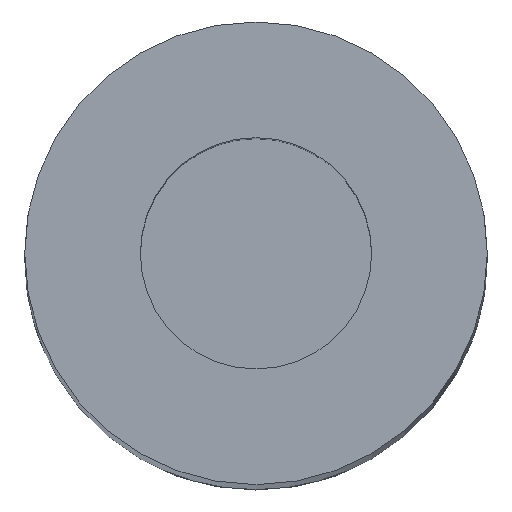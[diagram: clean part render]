
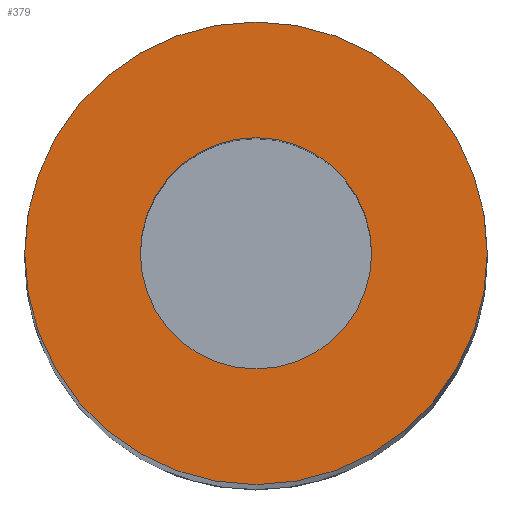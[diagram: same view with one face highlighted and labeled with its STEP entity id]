
A CAD part, top view. The second image highlights one B-rep face of the part: STEP entity #379.
In plain terms, the highlighted planar face has unit normal (0, 0, 1).
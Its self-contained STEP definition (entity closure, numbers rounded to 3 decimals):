
#5 = CARTESIAN_POINT ( 'NONE',  ( 12., 0., 160. ) ) ;
#60 = CIRCLE ( 'NONE', #90, 6. ) ;
#69 = CARTESIAN_POINT ( 'NONE',  ( 0., 0., 160. ) ) ;
#74 = EDGE_CURVE ( 'NONE', #359, #407, #548, .T. ) ;
#79 = CARTESIAN_POINT ( 'NONE',  ( 0., 0., 160. ) ) ;
#84 = AXIS2_PLACEMENT_3D ( 'NONE', #129, #567, #317 ) ;
#85 = ORIENTED_EDGE ( 'NONE', *, *, #267, .F. ) ;
#90 = AXIS2_PLACEMENT_3D ( 'NONE', #642, #420, #570 ) ;
#98 = ORIENTED_EDGE ( 'NONE', *, *, #163, .T. ) ;
#99 = VERTEX_POINT ( 'NONE', #601 ) ;
#129 = CARTESIAN_POINT ( 'NONE',  ( 0., 0., 160. ) ) ;
#136 = ORIENTED_EDGE ( 'NONE', *, *, #518, .F. ) ;
#160 = EDGE_LOOP ( 'NONE', ( #136, #85 ) ) ;
#163 = EDGE_CURVE ( 'NONE', #407, #359, #347, .T. ) ;
#165 = EDGE_LOOP ( 'NONE', ( #98, #555 ) ) ;
#183 = AXIS2_PLACEMENT_3D ( 'NONE', #69, #450, #452 ) ;
#222 = DIRECTION ( 'NONE',  ( 1., 0., 0. ) ) ;
#267 = EDGE_CURVE ( 'NONE', #99, #346, #675, .T. ) ;
#317 = DIRECTION ( 'NONE',  ( 1., 0., 0. ) ) ;
#346 = VERTEX_POINT ( 'NONE', #651 ) ;
#347 = CIRCLE ( 'NONE', #506, 12. ) ;
#359 = VERTEX_POINT ( 'NONE', #5 ) ;
#360 = FACE_BOUND ( 'NONE', #160, .T. ) ;
#379 = ADVANCED_FACE ( 'NONE', ( #360, #400 ), #593, .T. ) ;
#393 = CARTESIAN_POINT ( 'NONE',  ( 0., 0., 160. ) ) ;
#400 = FACE_OUTER_BOUND ( 'NONE', #165, .T. ) ;
#407 = VERTEX_POINT ( 'NONE', #671 ) ;
#420 = DIRECTION ( 'NONE',  ( 0., 0., 1. ) ) ;
#450 = DIRECTION ( 'NONE',  ( 0., 0., 1. ) ) ;
#452 = DIRECTION ( 'NONE',  ( 1., 0., 0. ) ) ;
#506 = AXIS2_PLACEMENT_3D ( 'NONE', #393, #576, #222 ) ;
#514 = DIRECTION ( 'NONE',  ( 1., 0., 0. ) ) ;
#518 = EDGE_CURVE ( 'NONE', #346, #99, #60, .T. ) ;
#541 = AXIS2_PLACEMENT_3D ( 'NONE', #79, #606, #514 ) ;
#548 = CIRCLE ( 'NONE', #541, 12. ) ;
#555 = ORIENTED_EDGE ( 'NONE', *, *, #74, .T. ) ;
#567 = DIRECTION ( 'NONE',  ( 0., 0., 1. ) ) ;
#570 = DIRECTION ( 'NONE',  ( 1., 0., 0. ) ) ;
#576 = DIRECTION ( 'NONE',  ( 0., 0., 1. ) ) ;
#593 = PLANE ( 'NONE',  #183 ) ;
#601 = CARTESIAN_POINT ( 'NONE',  ( -6., 0., 160. ) ) ;
#606 = DIRECTION ( 'NONE',  ( 0., 0., 1. ) ) ;
#642 = CARTESIAN_POINT ( 'NONE',  ( 0., 0., 160. ) ) ;
#651 = CARTESIAN_POINT ( 'NONE',  ( 6., 0., 160. ) ) ;
#671 = CARTESIAN_POINT ( 'NONE',  ( -12., 0., 160. ) ) ;
#675 = CIRCLE ( 'NONE', #84, 6. ) ;
